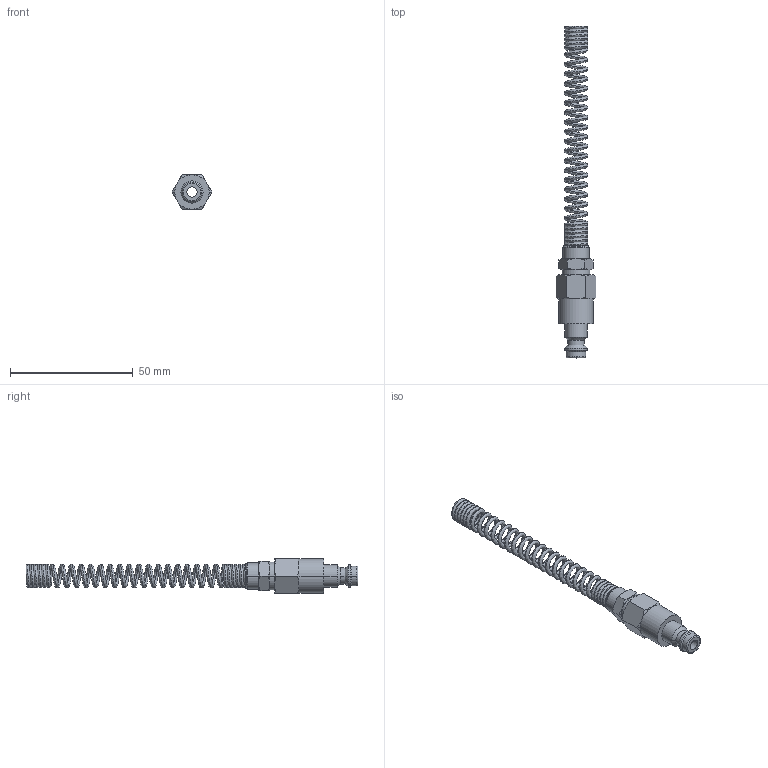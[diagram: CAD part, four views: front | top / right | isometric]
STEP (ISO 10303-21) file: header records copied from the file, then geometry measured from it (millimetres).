
FILE_DESCRIPTION(('STEP AP214'),'1');
FILE_NAME('esmn_4_sqfab.stp','2020-03-05T08:33:32',('TraceParts'),('TraceParts S.A.'),'Spatial InterOp 3D',' ',' ');
FILE_SCHEMA(('automotive_design'));
Length unit declared in the file: millimetre
Products named in the file (1): 1
Bounding box: 16.17 x 135 x 14 mm (x, y, z)
Volume: 6094.8 mm3; surface area: 6526.9 mm2
Topology: 1 solids, 1 shells, 87 faces, 185 edges, 107 vertices
Faces by surface type: cone 40, plane 23, cylinder 20, bspline 2, torus 2
Entity records: 34898 total; most frequent: CARTESIAN_POINT 32416, DIRECTION 384, ORIENTED_EDGE 370, EDGE_CURVE 185, AXIS2_PLACEMENT_3D 167, VERTEX_POINT 107, EDGE_LOOP 96, STYLED_ITEM 87
